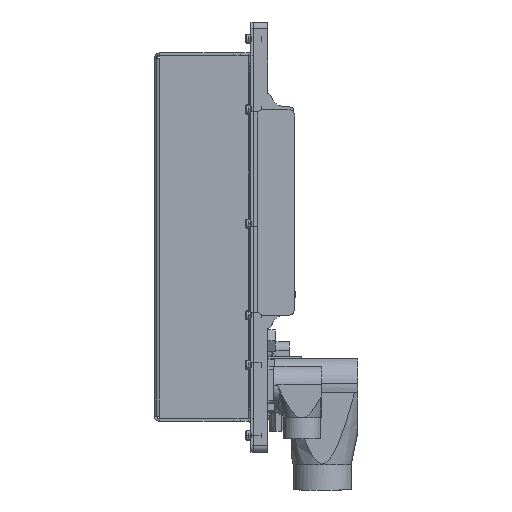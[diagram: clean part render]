
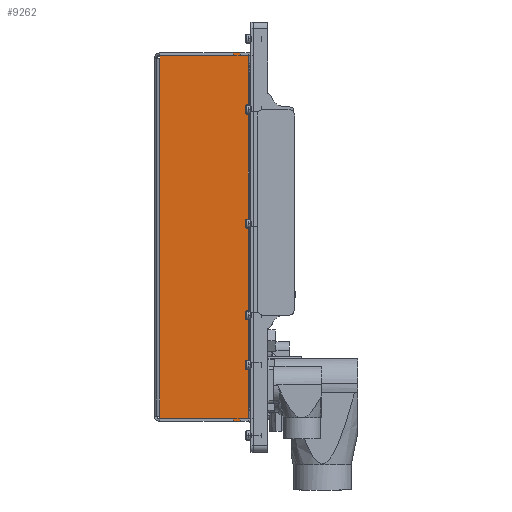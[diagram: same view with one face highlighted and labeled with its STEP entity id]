
A CAD part, left-side view. The second image highlights one B-rep face of the part: STEP entity #9262.
In plain terms, the highlighted face is planar.
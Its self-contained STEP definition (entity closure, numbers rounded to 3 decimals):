
#239 = LINE ( 'NONE', #27782, #19632 ) ;
#371 = LINE ( 'NONE', #17642, #31083 ) ;
#440 = ORIENTED_EDGE ( 'NONE', *, *, #32037, .T. ) ;
#706 = DIRECTION ( 'NONE',  ( -1., 0., 0. ) ) ;
#886 = CARTESIAN_POINT ( 'NONE',  ( -134.95, 66.716, -64.004 ) ) ;
#889 = ORIENTED_EDGE ( 'NONE', *, *, #18100, .T. ) ;
#1429 = CARTESIAN_POINT ( 'NONE',  ( -134.95, 66.716, -70.004 ) ) ;
#1444 = PLANE ( 'NONE',  #3451 ) ;
#1479 = CARTESIAN_POINT ( 'NONE',  ( 137., 66.716, -59.004 ) ) ;
#1564 = ORIENTED_EDGE ( 'NONE', *, *, #17958, .T. ) ;
#3016 = EDGE_CURVE ( 'NONE', #25238, #31543, #15895, .T. ) ;
#3291 = EDGE_CURVE ( 'NONE', #25868, #14128, #239, .T. ) ;
#3451 = AXIS2_PLACEMENT_3D ( 'NONE', #16402, #24006, #21353 ) ;
#3485 = DIRECTION ( 'NONE',  ( 0., 0., 1. ) ) ;
#4448 = LINE ( 'NONE', #32612, #23139 ) ;
#4533 = LINE ( 'NONE', #24753, #21709 ) ;
#4737 = CARTESIAN_POINT ( 'NONE',  ( 134.95, 66.716, -64.004 ) ) ;
#5549 = DIRECTION ( 'NONE',  ( 0., 0., -1. ) ) ;
#6343 = CARTESIAN_POINT ( 'NONE',  ( 0., 66.716, -4. ) ) ;
#6359 = DIRECTION ( 'NONE',  ( 0., 0., 1. ) ) ;
#7007 = CARTESIAN_POINT ( 'NONE',  ( -137., 66.716, -59.004 ) ) ;
#7322 = ORIENTED_EDGE ( 'NONE', *, *, #28370, .T. ) ;
#8165 = EDGE_CURVE ( 'NONE', #14128, #10585, #30389, .T. ) ;
#8969 = CARTESIAN_POINT ( 'NONE',  ( 134.95, 66.716, -59.004 ) ) ;
#9262 = ADVANCED_FACE ( 'NONE', ( #13571 ), #1444, .T. ) ;
#9329 = EDGE_CURVE ( 'NONE', #17166, #32460, #19359, .T. ) ;
#9555 = EDGE_CURVE ( 'NONE', #12664, #17166, #22816, .T. ) ;
#9627 = VECTOR ( 'NONE', #21803, 1000. ) ;
#9859 = EDGE_CURVE ( 'NONE', #10585, #14656, #4448, .T. ) ;
#9885 = DIRECTION ( 'NONE',  ( 1., 0., 0. ) ) ;
#9886 = ORIENTED_EDGE ( 'NONE', *, *, #15938, .T. ) ;
#9934 = LINE ( 'NONE', #12094, #31082 ) ;
#10223 = CARTESIAN_POINT ( 'NONE',  ( -133., 66.716, 1051.426 ) ) ;
#10314 = DIRECTION ( 'NONE',  ( 0., 0., 1. ) ) ;
#10483 = DIRECTION ( 'NONE',  ( 0., 0., -1. ) ) ;
#10563 = VECTOR ( 'NONE', #3485, 1000. ) ;
#10585 = VERTEX_POINT ( 'NONE', #4737 ) ;
#11385 = LINE ( 'NONE', #14211, #24197 ) ;
#11416 = EDGE_CURVE ( 'NONE', #25096, #32080, #32513, .T. ) ;
#11753 = EDGE_CURVE ( 'NONE', #32080, #16860, #4533, .T. ) ;
#12094 = CARTESIAN_POINT ( 'NONE',  ( -134.95, 66.716, -59.004 ) ) ;
#12300 = ORIENTED_EDGE ( 'NONE', *, *, #9859, .T. ) ;
#12389 = DIRECTION ( 'NONE',  ( 1., 0., 0. ) ) ;
#12652 = CARTESIAN_POINT ( 'NONE',  ( -134.95, 66.716, -64.004 ) ) ;
#12664 = VERTEX_POINT ( 'NONE', #26775 ) ;
#12931 = ORIENTED_EDGE ( 'NONE', *, *, #23195, .T. ) ;
#13435 = CARTESIAN_POINT ( 'NONE',  ( 133., 66.716, -4. ) ) ;
#13571 = FACE_OUTER_BOUND ( 'NONE', #14859, .T. ) ;
#13616 = VECTOR ( 'NONE', #706, 1000. ) ;
#14086 = ORIENTED_EDGE ( 'NONE', *, *, #25874, .T. ) ;
#14128 = VERTEX_POINT ( 'NONE', #19776 ) ;
#14211 = CARTESIAN_POINT ( 'NONE',  ( 134.95, 66.716, -59.004 ) ) ;
#14426 = VERTEX_POINT ( 'NONE', #886 ) ;
#14656 = VERTEX_POINT ( 'NONE', #21500 ) ;
#14772 = CARTESIAN_POINT ( 'NONE',  ( 134.95, 66.716, -4.004 ) ) ;
#14859 = EDGE_LOOP ( 'NONE', ( #28870, #889, #17887, #25131, #9886, #17104, #1564, #16672, #12931, #26028, #18405, #12300, #440, #14086, #7322, #25737 ) ) ;
#15646 = DIRECTION ( 'NONE',  ( 1., 0., 0. ) ) ;
#15895 = LINE ( 'NONE', #26311, #25464 ) ;
#15938 = EDGE_CURVE ( 'NONE', #32460, #25238, #9934, .T. ) ;
#15951 = CARTESIAN_POINT ( 'NONE',  ( -134.95, 66.716, -4.004 ) ) ;
#16402 = CARTESIAN_POINT ( 'NONE',  ( 0., 66.716, -70.004 ) ) ;
#16672 = ORIENTED_EDGE ( 'NONE', *, *, #25153, .T. ) ;
#16699 = CARTESIAN_POINT ( 'NONE',  ( 137., 66.716, -59.004 ) ) ;
#16860 = VERTEX_POINT ( 'NONE', #13435 ) ;
#16892 = DIRECTION ( 'NONE',  ( -1., 0., 0. ) ) ;
#16953 = VECTOR ( 'NONE', #17272, 1000. ) ;
#17104 = ORIENTED_EDGE ( 'NONE', *, *, #3016, .T. ) ;
#17166 = VERTEX_POINT ( 'NONE', #30316 ) ;
#17272 = DIRECTION ( 'NONE',  ( -1., 0., 0. ) ) ;
#17642 = CARTESIAN_POINT ( 'NONE',  ( -137., 66.716, -59.004 ) ) ;
#17719 = VECTOR ( 'NONE', #5549, 1000. ) ;
#17887 = ORIENTED_EDGE ( 'NONE', *, *, #9555, .T. ) ;
#17958 = EDGE_CURVE ( 'NONE', #31543, #29925, #371, .T. ) ;
#18100 = EDGE_CURVE ( 'NONE', #16860, #12664, #24080, .T. ) ;
#18296 = LINE ( 'NONE', #21107, #17719 ) ;
#18405 = ORIENTED_EDGE ( 'NONE', *, *, #8165, .T. ) ;
#18421 = LINE ( 'NONE', #12652, #31445 ) ;
#19359 = LINE ( 'NONE', #29479, #27301 ) ;
#19632 = VECTOR ( 'NONE', #9885, 1000. ) ;
#19776 = CARTESIAN_POINT ( 'NONE',  ( 134.95, 66.716, -70.004 ) ) ;
#20821 = DIRECTION ( 'NONE',  ( 0., 0., -1. ) ) ;
#21107 = CARTESIAN_POINT ( 'NONE',  ( -134.95, 66.716, -70.004 ) ) ;
#21208 = VERTEX_POINT ( 'NONE', #1479 ) ;
#21353 = DIRECTION ( 'NONE',  ( 1., 0., 0. ) ) ;
#21497 = DIRECTION ( 'NONE',  ( -1., 0., 0. ) ) ;
#21500 = CARTESIAN_POINT ( 'NONE',  ( 137., 66.716, -64.004 ) ) ;
#21709 = VECTOR ( 'NONE', #6359, 1000. ) ;
#21803 = DIRECTION ( 'NONE',  ( 0., 0., 1. ) ) ;
#22816 = LINE ( 'NONE', #10223, #25699 ) ;
#23139 = VECTOR ( 'NONE', #12389, 1000. ) ;
#23195 = EDGE_CURVE ( 'NONE', #14426, #25868, #18296, .T. ) ;
#23955 = CARTESIAN_POINT ( 'NONE',  ( -137., 66.716, -64.004 ) ) ;
#24006 = DIRECTION ( 'NONE',  ( 0., -1., 0. ) ) ;
#24080 = LINE ( 'NONE', #6343, #13616 ) ;
#24127 = LINE ( 'NONE', #16699, #9627 ) ;
#24148 = DIRECTION ( 'NONE',  ( -1., 0., 0. ) ) ;
#24197 = VECTOR ( 'NONE', #21497, 1000. ) ;
#24623 = CARTESIAN_POINT ( 'NONE',  ( 133., 66.716, -4.004 ) ) ;
#24753 = CARTESIAN_POINT ( 'NONE',  ( 133., 66.716, 1051.426 ) ) ;
#25096 = VERTEX_POINT ( 'NONE', #29590 ) ;
#25131 = ORIENTED_EDGE ( 'NONE', *, *, #9329, .T. ) ;
#25153 = EDGE_CURVE ( 'NONE', #29925, #14426, #18421, .T. ) ;
#25191 = VECTOR ( 'NONE', #10314, 1000. ) ;
#25238 = VERTEX_POINT ( 'NONE', #28068 ) ;
#25419 = CARTESIAN_POINT ( 'NONE',  ( 134.95, 66.716, -70.004 ) ) ;
#25464 = VECTOR ( 'NONE', #24148, 1000. ) ;
#25699 = VECTOR ( 'NONE', #20821, 1000. ) ;
#25737 = ORIENTED_EDGE ( 'NONE', *, *, #11416, .T. ) ;
#25868 = VERTEX_POINT ( 'NONE', #1429 ) ;
#25874 = EDGE_CURVE ( 'NONE', #21208, #27483, #11385, .T. ) ;
#26028 = ORIENTED_EDGE ( 'NONE', *, *, #3291, .T. ) ;
#26311 = CARTESIAN_POINT ( 'NONE',  ( -134.95, 66.716, -59.004 ) ) ;
#26775 = CARTESIAN_POINT ( 'NONE',  ( -133., 66.716, -4. ) ) ;
#27301 = VECTOR ( 'NONE', #16892, 1000. ) ;
#27483 = VERTEX_POINT ( 'NONE', #29149 ) ;
#27782 = CARTESIAN_POINT ( 'NONE',  ( -134.95, 66.716, -70.004 ) ) ;
#28068 = CARTESIAN_POINT ( 'NONE',  ( -134.95, 66.716, -59.004 ) ) ;
#28370 = EDGE_CURVE ( 'NONE', #27483, #25096, #31692, .T. ) ;
#28870 = ORIENTED_EDGE ( 'NONE', *, *, #11753, .T. ) ;
#29149 = CARTESIAN_POINT ( 'NONE',  ( 134.95, 66.716, -59.004 ) ) ;
#29479 = CARTESIAN_POINT ( 'NONE',  ( -134.95, 66.716, -4.004 ) ) ;
#29590 = CARTESIAN_POINT ( 'NONE',  ( 134.95, 66.716, -4.004 ) ) ;
#29925 = VERTEX_POINT ( 'NONE', #23955 ) ;
#30316 = CARTESIAN_POINT ( 'NONE',  ( -133., 66.716, -4.004 ) ) ;
#30389 = LINE ( 'NONE', #25419, #25191 ) ;
#31082 = VECTOR ( 'NONE', #32331, 1000. ) ;
#31083 = VECTOR ( 'NONE', #10483, 1000. ) ;
#31445 = VECTOR ( 'NONE', #15646, 1000. ) ;
#31543 = VERTEX_POINT ( 'NONE', #7007 ) ;
#31692 = LINE ( 'NONE', #8969, #10563 ) ;
#32037 = EDGE_CURVE ( 'NONE', #14656, #21208, #24127, .T. ) ;
#32080 = VERTEX_POINT ( 'NONE', #24623 ) ;
#32331 = DIRECTION ( 'NONE',  ( 0., 0., -1. ) ) ;
#32460 = VERTEX_POINT ( 'NONE', #15951 ) ;
#32513 = LINE ( 'NONE', #14772, #16953 ) ;
#32612 = CARTESIAN_POINT ( 'NONE',  ( 134.95, 66.716, -64.004 ) ) ;
